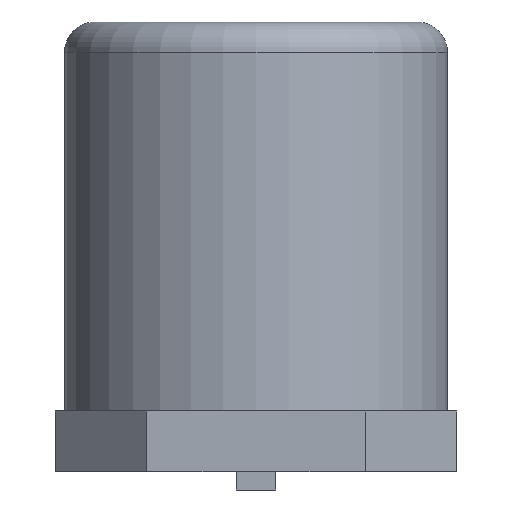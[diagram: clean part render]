
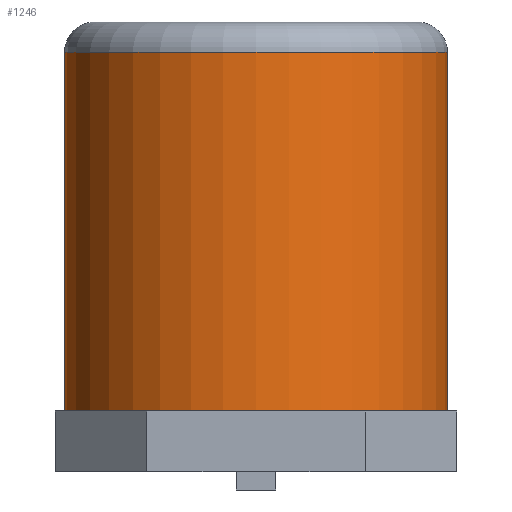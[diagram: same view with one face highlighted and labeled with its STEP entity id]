
A CAD part, front view. The second image highlights one B-rep face of the part: STEP entity #1246.
In plain terms, the highlighted cylindrical face has radius 3.15 mm (diameter 6.3 mm), a full revolution.
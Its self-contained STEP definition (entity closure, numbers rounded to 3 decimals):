
#1246=ADVANCED_FACE('',(#2302,#2304),#2306,.T.);
#2302=FACE_OUTER_BOUND('',#2303,.T.);
#2303=EDGE_LOOP('',(#3236));
#2304=FACE_OUTER_BOUND('',#2305,.T.);
#2305=EDGE_LOOP('',(#3237));
#2306=CYLINDRICAL_SURFACE('',#2307,3.15);
#2307=AXIS2_PLACEMENT_3D('',#2308,#2309,#2310);
#2308=CARTESIAN_POINT('',(0.,0.,0.));
#2309=DIRECTION('',(0.,0.,1.));
#2310=DIRECTION('',(1.,0.,0.));
#3236=ORIENTED_EDGE('',*,*,#3730,.F.);
#3237=ORIENTED_EDGE('',*,*,#3731,.F.);
#3730=EDGE_CURVE('',#4434,#4434,#4435,.T.);
#3731=EDGE_CURVE('',#4436,#4436,#4437,.F.);
#4434=VERTEX_POINT('',#6111);
#4435=CIRCLE('',#6112,3.15);
#4436=VERTEX_POINT('',#6116);
#4437=CIRCLE('',#6117,3.15);
#6111=CARTESIAN_POINT('',(3.15,0.,6.9));
#6112=AXIS2_PLACEMENT_3D('',#6113,#6114,#6115);
#6113=CARTESIAN_POINT('',(0.,0.,6.9));
#6114=DIRECTION('',(0.,0.,1.));
#6115=DIRECTION('',(1.,0.,0.));
#6116=CARTESIAN_POINT('',(3.15,0.,1.));
#6117=AXIS2_PLACEMENT_3D('',#6118,#6119,#6120);
#6118=CARTESIAN_POINT('',(0.,0.,1.));
#6119=DIRECTION('',(0.,-0.,1.));
#6120=DIRECTION('',(1.,0.,-0.));
